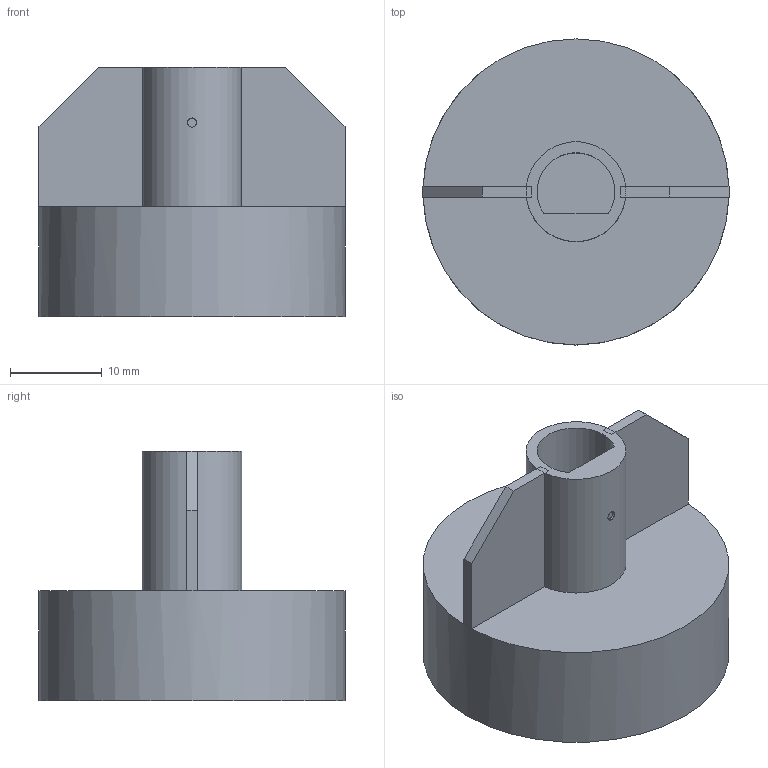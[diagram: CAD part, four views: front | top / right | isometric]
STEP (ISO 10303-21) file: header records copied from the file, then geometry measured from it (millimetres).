
FILE_DESCRIPTION(('FreeCAD Model'),'2;1');
FILE_NAME('Open CASCADE Shape Model','2023-12-07T23:25:12',(''),(''), 'Open CASCADE STEP processor 7.6','FreeCAD','Unknown');
FILE_SCHEMA(('AUTOMOTIVE_DESIGN { 1 0 10303 214 1 1 1 1 }'));
Length unit declared in the file: millimetre
Products named in the file (1): Body
Bounding box: 33.4 x 33.4 x 27.2 mm (x, y, z)
Volume: 3473.3 mm3; surface area: 5534.5 mm2
Topology: 1 solids, 1 shells, 30 faces, 67 edges, 42 vertices
Faces by surface type: plane 24, cylinder 6
Full cylindrical faces by diameter (mm): 1 x1, 31 x1, 33.4 x1
Entity records: 929 total; most frequent: CARTESIAN_POINT 227, DIRECTION 145, ORIENTED_EDGE 134, EDGE_CURVE 67, AXIS2_PLACEMENT_3D 50, LINE 45, VECTOR 45, VERTEX_POINT 42
